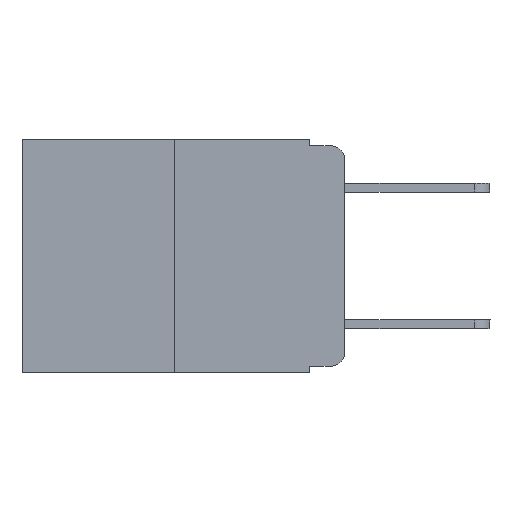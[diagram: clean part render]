
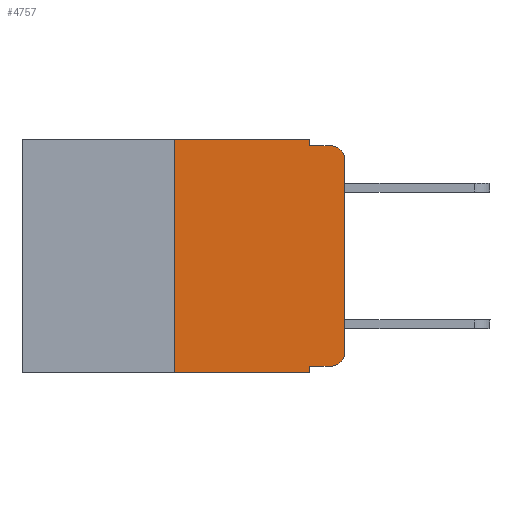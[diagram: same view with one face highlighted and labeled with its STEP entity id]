
A CAD part, left-side view. The second image highlights one B-rep face of the part: STEP entity #4757.
In plain terms, the highlighted planar face has unit normal (-1, 0, 0).
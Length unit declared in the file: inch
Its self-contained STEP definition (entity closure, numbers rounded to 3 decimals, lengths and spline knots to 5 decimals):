
#182 = LINE ( 'NONE', #11324, #788 ) ;
#498 = CARTESIAN_POINT ( 'NONE',  ( 0., 0.02, -0.01 ) ) ;
#530 = EDGE_CURVE ( 'NONE', #7456, #5010, #10439, .T. ) ;
#788 = VECTOR ( 'NONE', #14897, 39.37008 ) ;
#902 = ORIENTED_EDGE ( 'NONE', *, *, #8764, .F. ) ;
#1109 = ORIENTED_EDGE ( 'NONE', *, *, #8815, .T. ) ;
#1130 = VECTOR ( 'NONE', #9311, 39.37008 ) ;
#1144 = FACE_OUTER_BOUND ( 'NONE', #16293, .T. ) ;
#1262 = CARTESIAN_POINT ( 'NONE',  ( 0., 0.25, 0. ) ) ;
#1304 = CARTESIAN_POINT ( 'NONE',  ( 0., 0.25, -0.343 ) ) ;
#1494 = AXIS2_PLACEMENT_3D ( 'NONE', #7101, #5864, #2046 ) ;
#1547 = EDGE_CURVE ( 'NONE', #12112, #14540, #8880, .T. ) ;
#2046 = DIRECTION ( 'NONE',  ( 0., 0., -1. ) ) ;
#2210 = EDGE_CURVE ( 'NONE', #5086, #10954, #6287, .T. ) ;
#2646 = ORIENTED_EDGE ( 'NONE', *, *, #2210, .T. ) ;
#2724 = DIRECTION ( 'NONE',  ( 0., -1., 0. ) ) ;
#2731 = ORIENTED_EDGE ( 'NONE', *, *, #1547, .F. ) ;
#3478 = LINE ( 'NONE', #15646, #12349 ) ;
#3497 = LINE ( 'NONE', #8768, #9006 ) ;
#3817 = AXIS2_PLACEMENT_3D ( 'NONE', #5243, #3902, #10306 ) ;
#3828 = VECTOR ( 'NONE', #7382, 39.37008 ) ;
#3902 = DIRECTION ( 'NONE',  ( -1., 0., 0. ) ) ;
#4087 = ORIENTED_EDGE ( 'NONE', *, *, #5488, .F. ) ;
#4570 = CARTESIAN_POINT ( 'NONE',  ( 0., 0.02, -0.333 ) ) ;
#4757 = ADVANCED_FACE ( 'NONE', ( #1144 ), #5164, .F. ) ;
#4913 = CIRCLE ( 'NONE', #1494, 0.02 ) ;
#4979 = DIRECTION ( 'NONE',  ( 0., -1., 0. ) ) ;
#5010 = VERTEX_POINT ( 'NONE', #14644 ) ;
#5060 = CARTESIAN_POINT ( 'NONE',  ( 0., 0., -0.313 ) ) ;
#5086 = VERTEX_POINT ( 'NONE', #4570 ) ;
#5164 = PLANE ( 'NONE',  #14111 ) ;
#5227 = EDGE_CURVE ( 'NONE', #8306, #5519, #6784, .T. ) ;
#5243 = CARTESIAN_POINT ( 'NONE',  ( 0., 0.02, -0.313 ) ) ;
#5472 = CARTESIAN_POINT ( 'NONE',  ( 0., 0.25, 0. ) ) ;
#5488 = EDGE_CURVE ( 'NONE', #7456, #12112, #8570, .T. ) ;
#5519 = VERTEX_POINT ( 'NONE', #498 ) ;
#5534 = VECTOR ( 'NONE', #15346, 39.37008 ) ;
#5864 = DIRECTION ( 'NONE',  ( -1., 0., 0. ) ) ;
#6165 = EDGE_CURVE ( 'NONE', #14540, #8306, #6937, .T. ) ;
#6287 = CIRCLE ( 'NONE', #3817, 0.02 ) ;
#6300 = CARTESIAN_POINT ( 'NONE',  ( 0., 0.473, -0.343 ) ) ;
#6688 = ORIENTED_EDGE ( 'NONE', *, *, #9190, .T. ) ;
#6765 = ORIENTED_EDGE ( 'NONE', *, *, #6165, .F. ) ;
#6784 = LINE ( 'NONE', #12414, #3828 ) ;
#6937 = LINE ( 'NONE', #13059, #10529 ) ;
#6960 = VERTEX_POINT ( 'NONE', #10312 ) ;
#7101 = CARTESIAN_POINT ( 'NONE',  ( 0., 0.02, -0.03 ) ) ;
#7382 = DIRECTION ( 'NONE',  ( 0., -1., 0. ) ) ;
#7456 = VERTEX_POINT ( 'NONE', #1304 ) ;
#7555 = CARTESIAN_POINT ( 'NONE',  ( 0., 0.473, 0. ) ) ;
#7672 = DIRECTION ( 'NONE',  ( 1., 0., 0. ) ) ;
#8134 = DIRECTION ( 'NONE',  ( 0., 0., 1. ) ) ;
#8306 = VERTEX_POINT ( 'NONE', #9209 ) ;
#8570 = LINE ( 'NONE', #5472, #1130 ) ;
#8764 = EDGE_CURVE ( 'NONE', #11211, #5010, #182, .T. ) ;
#8768 = CARTESIAN_POINT ( 'NONE',  ( 0., 0.051, -0.333 ) ) ;
#8815 = EDGE_CURVE ( 'NONE', #11211, #5086, #3497, .T. ) ;
#8880 = LINE ( 'NONE', #15232, #5534 ) ;
#9006 = VECTOR ( 'NONE', #4979, 39.37008 ) ;
#9190 = EDGE_CURVE ( 'NONE', #10954, #6960, #3478, .T. ) ;
#9209 = CARTESIAN_POINT ( 'NONE',  ( 0., 0.051, -0.01 ) ) ;
#9311 = DIRECTION ( 'NONE',  ( 0., 0., 1. ) ) ;
#10306 = DIRECTION ( 'NONE',  ( 0., 0., -1. ) ) ;
#10312 = CARTESIAN_POINT ( 'NONE',  ( 0., 0., -0.03 ) ) ;
#10439 = LINE ( 'NONE', #6300, #15160 ) ;
#10529 = VECTOR ( 'NONE', #14335, 39.37008 ) ;
#10954 = VERTEX_POINT ( 'NONE', #5060 ) ;
#11211 = VERTEX_POINT ( 'NONE', #14201 ) ;
#11324 = CARTESIAN_POINT ( 'NONE',  ( 0., 0.051, 0. ) ) ;
#11455 = DIRECTION ( 'NONE',  ( 0., 0., -1. ) ) ;
#12112 = VERTEX_POINT ( 'NONE', #1262 ) ;
#12349 = VECTOR ( 'NONE', #8134, 39.37008 ) ;
#12414 = CARTESIAN_POINT ( 'NONE',  ( 0., 0.051, -0.01 ) ) ;
#13059 = CARTESIAN_POINT ( 'NONE',  ( 0., 0.051, 0. ) ) ;
#14094 = CARTESIAN_POINT ( 'NONE',  ( 0., 0.051, 0. ) ) ;
#14111 = AXIS2_PLACEMENT_3D ( 'NONE', #7555, #7672, #11455 ) ;
#14201 = CARTESIAN_POINT ( 'NONE',  ( 0., 0.051, -0.333 ) ) ;
#14218 = ORIENTED_EDGE ( 'NONE', *, *, #530, .T. ) ;
#14282 = ORIENTED_EDGE ( 'NONE', *, *, #15828, .T. ) ;
#14335 = DIRECTION ( 'NONE',  ( 0., 0., -1. ) ) ;
#14540 = VERTEX_POINT ( 'NONE', #14094 ) ;
#14644 = CARTESIAN_POINT ( 'NONE',  ( 0., 0.051, -0.343 ) ) ;
#14897 = DIRECTION ( 'NONE',  ( 0., 0., -1. ) ) ;
#15160 = VECTOR ( 'NONE', #2724, 39.37008 ) ;
#15232 = CARTESIAN_POINT ( 'NONE',  ( 0., 0.473, 0. ) ) ;
#15346 = DIRECTION ( 'NONE',  ( 0., -1., 0. ) ) ;
#15518 = ORIENTED_EDGE ( 'NONE', *, *, #5227, .F. ) ;
#15646 = CARTESIAN_POINT ( 'NONE',  ( 0., 0., 0. ) ) ;
#15828 = EDGE_CURVE ( 'NONE', #6960, #5519, #4913, .T. ) ;
#16293 = EDGE_LOOP ( 'NONE', ( #6688, #14282, #15518, #6765, #2731, #4087, #14218, #902, #1109, #2646 ) ) ;
